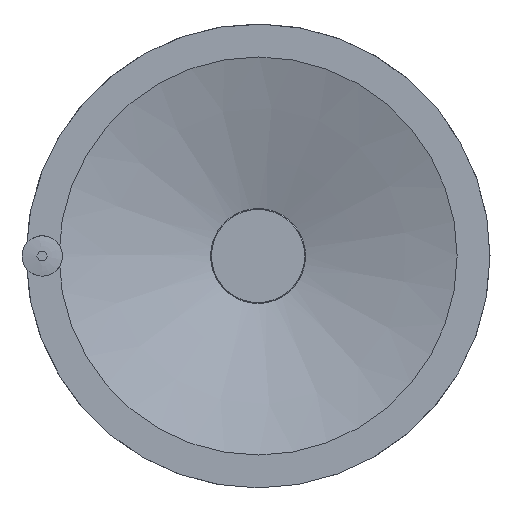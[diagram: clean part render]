
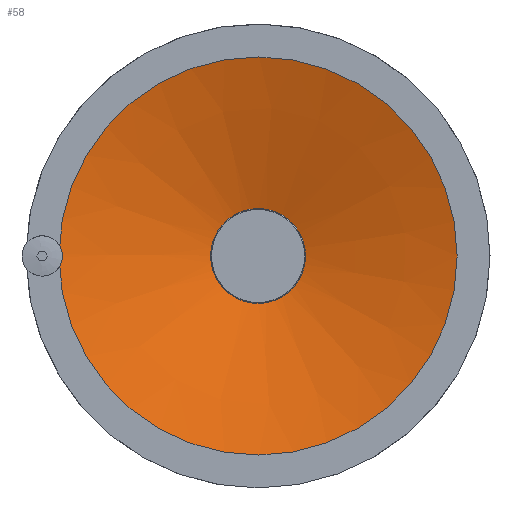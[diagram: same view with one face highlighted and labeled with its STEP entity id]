
A CAD part, left-side view. The second image highlights one B-rep face of the part: STEP entity #58.
In plain terms, the highlighted conical face has half-angle 72.922 degrees and reference radius 26 mm.
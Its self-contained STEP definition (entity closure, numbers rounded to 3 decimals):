
#58 = ADVANCED_FACE( '', ( #128, #129 ), #130, .F. );
#128 = FACE_OUTER_BOUND( '', #245, .T. );
#129 = FACE_BOUND( '', #246, .T. );
#130 = CONICAL_SURFACE( '', #247, 26., 1.273 );
#245 = EDGE_LOOP( '', ( #341, #342 ) );
#246 = EDGE_LOOP( '', ( #343 ) );
#247 = AXIS2_PLACEMENT_3D( '', #344, #345, #346 );
#341 = ORIENTED_EDGE( '', *, *, #478, .F. );
#342 = ORIENTED_EDGE( '', *, *, #479, .F. );
#343 = ORIENTED_EDGE( '', *, *, #480, .T. );
#344 = CARTESIAN_POINT( '', ( -25.3, 0., 0. ) );
#345 = DIRECTION( '', ( -1., 0., 0. ) );
#346 = DIRECTION( '', ( 0., 0., 1. ) );
#478 = EDGE_CURVE( '', #549, #550, #551, .T. );
#479 = EDGE_CURVE( '', #550, #549, #552, .T. );
#480 = EDGE_CURVE( '', #553, #553, #554, .T. );
#549 = VERTEX_POINT( '', #656 );
#550 = VERTEX_POINT( '', #657 );
#551 = CIRCLE( '', #658, 109. );
#552 = CIRCLE( '', #659, 109. );
#553 = VERTEX_POINT( '', #660 );
#554 = CIRCLE( '', #661, 26. );
#656 = CARTESIAN_POINT( '', ( -50.8, 108.996, -0.922 ) );
#657 = CARTESIAN_POINT( '', ( -50.8, 108.996, 0.922 ) );
#658 = AXIS2_PLACEMENT_3D( '', #734, #735, #736 );
#659 = AXIS2_PLACEMENT_3D( '', #737, #738, #739 );
#660 = CARTESIAN_POINT( '', ( -25.3, 0., -26. ) );
#661 = AXIS2_PLACEMENT_3D( '', #740, #741, #742 );
#734 = CARTESIAN_POINT( '', ( -50.8, 0., 0. ) );
#735 = DIRECTION( '', ( 1., 0., 0. ) );
#736 = DIRECTION( '', ( 0., 0., -1. ) );
#737 = CARTESIAN_POINT( '', ( -50.8, 0., 0. ) );
#738 = DIRECTION( '', ( 1., 0., 0. ) );
#739 = DIRECTION( '', ( 0., 0., -1. ) );
#740 = CARTESIAN_POINT( '', ( -25.3, 0., 0. ) );
#741 = DIRECTION( '', ( 1., 0., 0. ) );
#742 = DIRECTION( '', ( 0., 0., -1. ) );
